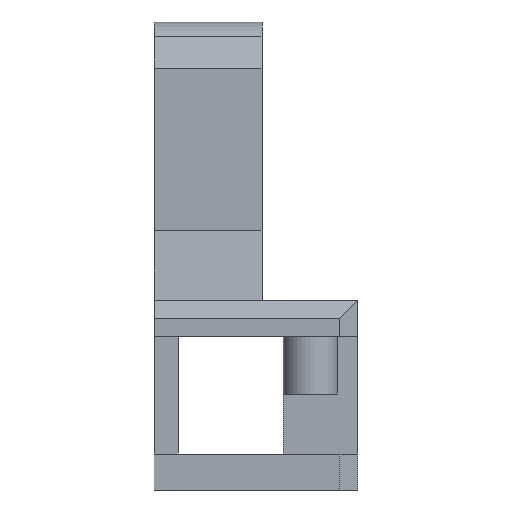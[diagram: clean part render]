
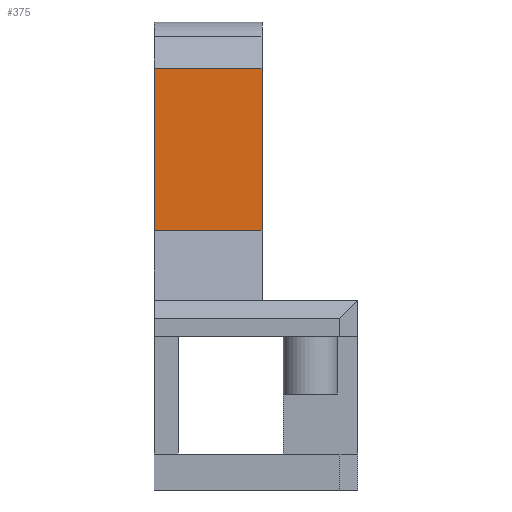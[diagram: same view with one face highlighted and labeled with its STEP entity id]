
A CAD part, front view. The second image highlights one B-rep face of the part: STEP entity #375.
In plain terms, the highlighted planar face has unit normal (0, -1, 0).
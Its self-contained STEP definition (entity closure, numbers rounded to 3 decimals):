
#27 = ORIENTED_EDGE ( 'NONE', *, *, #632, .T. ) ;
#38 = EDGE_CURVE ( 'NONE', #559, #293, #875, .T. ) ;
#75 = CARTESIAN_POINT ( 'NONE',  ( -109.65, 9.75, 117.3 ) ) ;
#108 = DIRECTION ( 'NONE',  ( -1., 0., 0. ) ) ;
#212 = LINE ( 'NONE', #1167, #2112 ) ;
#293 = VERTEX_POINT ( 'NONE', #1455 ) ;
#356 = DIRECTION ( 'NONE',  ( 0., 0., -1. ) ) ;
#375 = ADVANCED_FACE ( 'NONE', ( #2668 ), #531, .T. ) ;
#438 = VECTOR ( 'NONE', #108, 1000. ) ;
#485 = VECTOR ( 'NONE', #1867, 1000. ) ;
#531 = PLANE ( 'NONE',  #3121 ) ;
#559 = VERTEX_POINT ( 'NONE', #2331 ) ;
#632 = EDGE_CURVE ( 'NONE', #559, #1447, #212, .T. ) ;
#875 = LINE ( 'NONE', #3047, #485 ) ;
#900 = VERTEX_POINT ( 'NONE', #75 ) ;
#911 = EDGE_CURVE ( 'NONE', #1447, #900, #2996, .T. ) ;
#1167 = CARTESIAN_POINT ( 'NONE',  ( -91.65, 9.75, 90.258 ) ) ;
#1277 = ORIENTED_EDGE ( 'NONE', *, *, #1744, .F. ) ;
#1337 = CARTESIAN_POINT ( 'NONE',  ( -91.65, 9.75, 117.3 ) ) ;
#1447 = VERTEX_POINT ( 'NONE', #2592 ) ;
#1455 = CARTESIAN_POINT ( 'NONE',  ( -109.65, 9.75, 90.258 ) ) ;
#1472 = CARTESIAN_POINT ( 'NONE',  ( -91.65, 9.75, 90.258 ) ) ;
#1595 = CARTESIAN_POINT ( 'NONE',  ( -109.65, 9.75, 90.258 ) ) ;
#1668 = DIRECTION ( 'NONE',  ( 0., 0., 1. ) ) ;
#1744 = EDGE_CURVE ( 'NONE', #293, #900, #2020, .T. ) ;
#1867 = DIRECTION ( 'NONE',  ( -1., 0., 0. ) ) ;
#1891 = ORIENTED_EDGE ( 'NONE', *, *, #38, .F. ) ;
#1928 = ORIENTED_EDGE ( 'NONE', *, *, #911, .T. ) ;
#2020 = LINE ( 'NONE', #1595, #2976 ) ;
#2112 = VECTOR ( 'NONE', #1668, 1000. ) ;
#2331 = CARTESIAN_POINT ( 'NONE',  ( -91.65, 9.75, 90.258 ) ) ;
#2431 = DIRECTION ( 'NONE',  ( 0., -1., 0. ) ) ;
#2557 = DIRECTION ( 'NONE',  ( 0., 0., 1. ) ) ;
#2592 = CARTESIAN_POINT ( 'NONE',  ( -91.65, 9.75, 117.3 ) ) ;
#2668 = FACE_OUTER_BOUND ( 'NONE', #2692, .T. ) ;
#2692 = EDGE_LOOP ( 'NONE', ( #1277, #1891, #27, #1928 ) ) ;
#2976 = VECTOR ( 'NONE', #2557, 1000. ) ;
#2996 = LINE ( 'NONE', #1337, #438 ) ;
#3047 = CARTESIAN_POINT ( 'NONE',  ( -91.65, 9.75, 90.258 ) ) ;
#3121 = AXIS2_PLACEMENT_3D ( 'NONE', #1472, #2431, #356 ) ;
